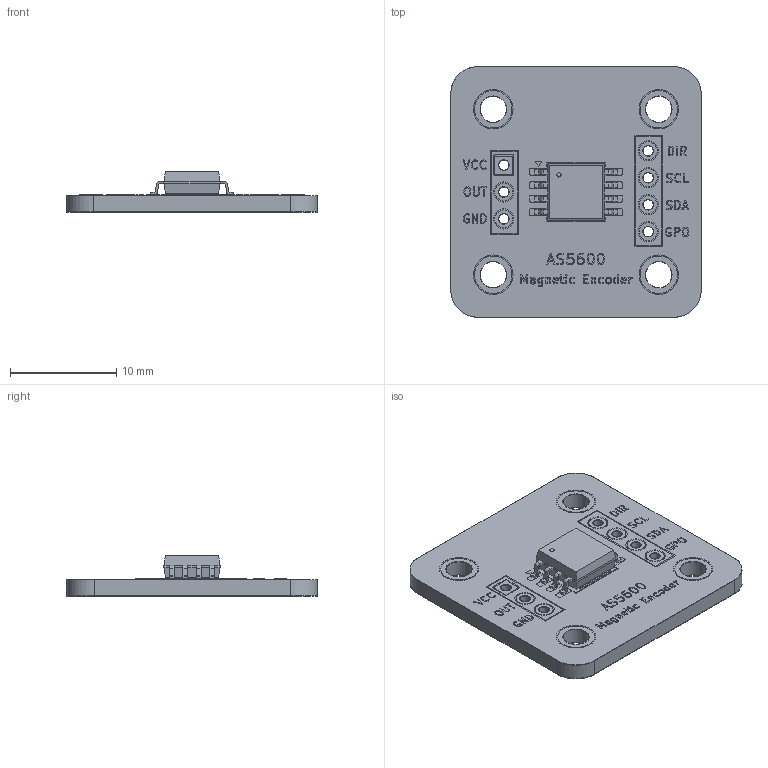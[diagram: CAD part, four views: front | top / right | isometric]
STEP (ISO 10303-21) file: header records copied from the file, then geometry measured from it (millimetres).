
FILE_DESCRIPTION(('KiCad electronic assembly'),'2;1');
FILE_NAME('AS5600_Magnetic-Encoder_Breakout_Board.step', '2025-11-04T12:08:53',('Pcbnew'),('Kicad'), 'Open CASCADE STEP processor 7.9','KiCad to STEP converter','Unknown' );
FILE_SCHEMA(('AUTOMOTIVE_DESIGN { 1 0 10303 214 1 1 1 1 }'));
Length unit declared in the file: millimetre
Products named in the file (7): AS5600_Magnetic-Encoder_Breakout_Board 1; SOIC-8_5.3x5.3mm_P1.27mm; kicad_breakout-board_pcb-models_pad; kicad_breakout-board_pcb-models_silkscreen; kicad_breakout-board_pcb-models_soldermask; kicad_breakout-board_pcb-models_PCB
Assembly tree (6 placements, depth 2):
  AS5600_Magnetic-Encoder_Breakout_Board 1
    SOIC-8_5.3x5.3mm_P1.27mm
    kicad_breakout-board_pcb-models_pad
    kicad_breakout-board_pcb-models_silkscreen
    kicad_breakout-board_pcb-models_soldermask
    kicad_breakout-board_pcb-models_soldermask
    kicad_breakout-board_pcb-models_PCB
Bounding box: 23.6 x 23.6 x 3.81 mm (x, y, z)
Volume: 855.3 mm3; surface area: 2691.8 mm2
Topology: 43 solids, 100 shells, 431 faces, 2082 edges, 1795 vertices
Faces by surface type: plane 280, cylinder 143, bspline 8
Full cylindrical faces by diameter (mm): 0.95 x21, 1 x14, 1.7 x12, 2.45 x12, 2.5 x8, 3.516 x8
Entity records: 23589 total; most frequent: CARTESIAN_POINT 4351, DIRECTION 3530, ORIENTED_EDGE 2907, EDGE_CURVE 2082, VERTEX_POINT 1795, LINE 1470, VECTOR 1470, AXIS2_PLACEMENT_3D 1030
